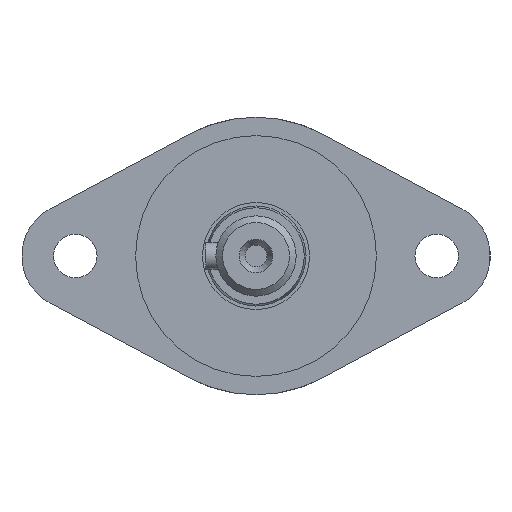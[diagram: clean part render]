
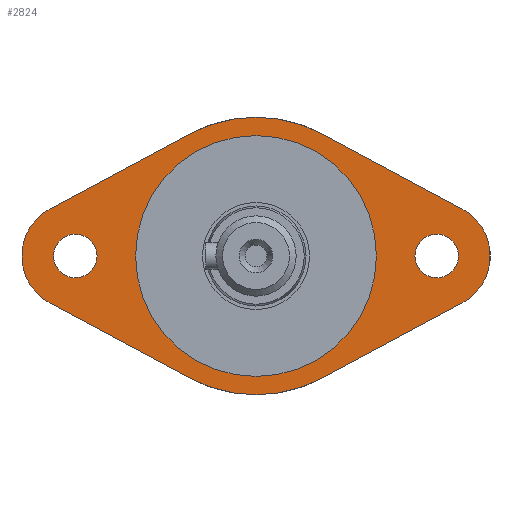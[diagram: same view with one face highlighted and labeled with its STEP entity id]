
A CAD part, left-side view. The second image highlights one B-rep face of the part: STEP entity #2824.
In plain terms, the highlighted planar face has unit normal (-1, 0, 0).
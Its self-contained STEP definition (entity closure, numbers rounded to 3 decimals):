
#137=LINE('',#4321,#390);
#138=LINE('',#4324,#391);
#139=LINE('',#4326,#392);
#140=LINE('',#4329,#393);
#390=VECTOR('',#3487,10.);
#391=VECTOR('',#3490,10.);
#392=VECTOR('',#3491,10.);
#393=VECTOR('',#3494,10.);
#769=FACE_BOUND('',#995,.T.);
#770=FACE_BOUND('',#996,.T.);
#771=FACE_BOUND('',#997,.T.);
#834=FACE_OUTER_BOUND('',#994,.T.);
#994=EDGE_LOOP('',(#2133,#2134,#2135,#2136,#2137,#2138,#2139,#2140));
#995=EDGE_LOOP('',(#2141));
#996=EDGE_LOOP('',(#2142));
#997=EDGE_LOOP('',(#2143,#2144));
#1176=CIRCLE('',#3063,20.75);
#1178=CIRCLE('',#3065,20.75);
#1180=CIRCLE('',#3068,8.);
#1181=CIRCLE('',#3069,8.);
#1182=CIRCLE('',#3070,3.25);
#1183=CIRCLE('',#3071,3.25);
#1184=CIRCLE('',#3072,18.);
#1185=CIRCLE('',#3073,18.);
#1309=VERTEX_POINT('',#4304);
#1310=VERTEX_POINT('',#4306);
#1313=VERTEX_POINT('',#4312);
#1314=VERTEX_POINT('',#4314);
#1316=VERTEX_POINT('',#4320);
#1317=VERTEX_POINT('',#4322);
#1318=VERTEX_POINT('',#4325);
#1319=VERTEX_POINT('',#4327);
#1320=VERTEX_POINT('',#4330);
#1321=VERTEX_POINT('',#4332);
#1322=VERTEX_POINT('',#4334);
#1323=VERTEX_POINT('',#4335);
#1615=EDGE_CURVE('',#1309,#1310,#1176,.T.);
#1619=EDGE_CURVE('',#1313,#1314,#1178,.T.);
#1622=EDGE_CURVE('',#1316,#1309,#137,.T.);
#1623=EDGE_CURVE('',#1317,#1316,#1180,.T.);
#1624=EDGE_CURVE('',#1314,#1317,#138,.T.);
#1625=EDGE_CURVE('',#1313,#1318,#139,.T.);
#1626=EDGE_CURVE('',#1318,#1319,#1181,.T.);
#1627=EDGE_CURVE('',#1319,#1310,#140,.T.);
#1628=EDGE_CURVE('',#1320,#1320,#1182,.T.);
#1629=EDGE_CURVE('',#1321,#1321,#1183,.T.);
#1630=EDGE_CURVE('',#1322,#1323,#1184,.T.);
#1631=EDGE_CURVE('',#1323,#1322,#1185,.T.);
#2133=ORIENTED_EDGE('',*,*,#1615,.F.);
#2134=ORIENTED_EDGE('',*,*,#1622,.F.);
#2135=ORIENTED_EDGE('',*,*,#1623,.F.);
#2136=ORIENTED_EDGE('',*,*,#1624,.F.);
#2137=ORIENTED_EDGE('',*,*,#1619,.F.);
#2138=ORIENTED_EDGE('',*,*,#1625,.T.);
#2139=ORIENTED_EDGE('',*,*,#1626,.T.);
#2140=ORIENTED_EDGE('',*,*,#1627,.T.);
#2141=ORIENTED_EDGE('',*,*,#1628,.T.);
#2142=ORIENTED_EDGE('',*,*,#1629,.T.);
#2143=ORIENTED_EDGE('',*,*,#1630,.T.);
#2144=ORIENTED_EDGE('',*,*,#1631,.T.);
#2697=PLANE('',#3067);
#2824=ADVANCED_FACE('',(#834,#769,#770,#771),#2697,.T.);
#3063=AXIS2_PLACEMENT_3D('',#4307,#3474,#3475);
#3065=AXIS2_PLACEMENT_3D('',#4315,#3480,#3481);
#3067=AXIS2_PLACEMENT_3D('',#4319,#3485,#3486);
#3068=AXIS2_PLACEMENT_3D('',#4323,#3488,#3489);
#3069=AXIS2_PLACEMENT_3D('',#4328,#3492,#3493);
#3070=AXIS2_PLACEMENT_3D('',#4331,#3495,#3496);
#3071=AXIS2_PLACEMENT_3D('',#4333,#3497,#3498);
#3072=AXIS2_PLACEMENT_3D('',#4336,#3499,#3500);
#3073=AXIS2_PLACEMENT_3D('',#4337,#3501,#3502);
#3474=DIRECTION('center_axis',(1.,0.,0.));
#3475=DIRECTION('ref_axis',(0.,-1.,0.));
#3480=DIRECTION('center_axis',(1.,0.,0.));
#3481=DIRECTION('ref_axis',(0.,-1.,0.));
#3485=DIRECTION('center_axis',(-1.,0.,0.));
#3486=DIRECTION('ref_axis',(0.,0.,
-1.));
#3487=DIRECTION('',(0.,-0.881,0.472));
#3488=DIRECTION('center_axis',(1.,0.,0.));
#3489=DIRECTION('ref_axis',(0.,-0.472,-0.881));
#3490=DIRECTION('',(0.,0.881,0.472));
#3491=DIRECTION('',(0.,-0.881,0.472));
#3492=DIRECTION('center_axis',(-1.,0.,0.));
#3493=DIRECTION('ref_axis',(0.,-0.472,-0.881));
#3494=DIRECTION('',(0.,0.881,0.472));
#3495=DIRECTION('center_axis',(1.,0.,0.));
#3496=DIRECTION('ref_axis',(0.,0.,
1.));
#3497=DIRECTION('center_axis',(1.,0.,0.));
#3498=DIRECTION('ref_axis',(0.,0.,
1.));
#3499=DIRECTION('center_axis',(1.,0.,0.));
#3500=DIRECTION('ref_axis',(0.,-1.,0.));
#3501=DIRECTION('center_axis',(1.,0.,0.));
#3502=DIRECTION('ref_axis',(0.,-1.,0.));
#4304=CARTESIAN_POINT('',(-84.5,9.799,18.291));
#4306=CARTESIAN_POINT('',(-84.5,-9.799,18.291));
#4307=CARTESIAN_POINT('Origin',(-84.5,0.,0.));
#4312=CARTESIAN_POINT('',(-84.5,-9.799,-18.291));
#4314=CARTESIAN_POINT('',(-84.5,9.799,-18.291));
#4315=CARTESIAN_POINT('Origin',(-84.5,0.,0.));
#4319=CARTESIAN_POINT('Origin',(-84.5,-19.375,0.));
#4320=CARTESIAN_POINT('',(-84.5,30.778,7.052));
#4321=CARTESIAN_POINT('',(-84.5,30.778,7.052));
#4322=CARTESIAN_POINT('',(-84.5,30.778,-7.052));
#4323=CARTESIAN_POINT('Origin',(-84.5,27.,0.));
#4324=CARTESIAN_POINT('',(-84.5,9.799,-18.291));
#4325=CARTESIAN_POINT('',(-84.5,-30.778,-7.052));
#4326=CARTESIAN_POINT('',(-84.5,-9.799,-18.291));
#4327=CARTESIAN_POINT('',(-84.5,-30.778,7.052));
#4328=CARTESIAN_POINT('Origin',(-84.5,-27.,0.));
#4329=CARTESIAN_POINT('',(-84.5,-30.778,7.052));
#4330=CARTESIAN_POINT('',(-84.5,-27.,-3.25));
#4331=CARTESIAN_POINT('Origin',(-84.5,-27.,0.));
#4332=CARTESIAN_POINT('',(-84.5,27.,-3.25));
#4333=CARTESIAN_POINT('Origin',(-84.5,27.,0.));
#4334=CARTESIAN_POINT('',(-84.5,-18.,0.));
#4335=CARTESIAN_POINT('',(-84.5,18.,0.));
#4336=CARTESIAN_POINT('Origin',(-84.5,0.,0.));
#4337=CARTESIAN_POINT('Origin',(-84.5,0.,0.));
